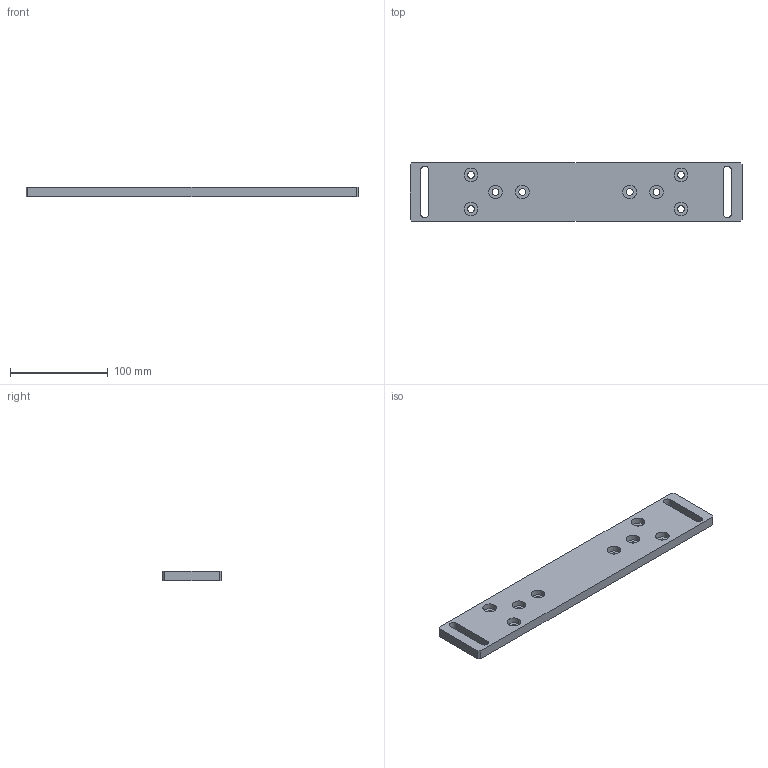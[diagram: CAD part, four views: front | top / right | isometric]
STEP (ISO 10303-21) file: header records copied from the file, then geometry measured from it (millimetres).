
FILE_DESCRIPTION(/* description */ ('Unknown'),/* implementation_level */ '2;1');
FILE_NAME(/* name */ '126.00108_05 Fussplatte SL 340x60',/* time_stamp */ '2019-03-28T10:20:17+01:00',/* author */ ('Unknown'),/* organization */ ('Unknown'),/* preprocessor_version */ 'ST-DEVELOPER v16.7',/* originating_system */ 'DEX',/* authorisation */ $);
FILE_SCHEMA (('AUTOMOTIVE_DESIGN {1 0 10303 214 3 1 1}'));
Length unit declared in the file: millimetre
Products named in the file (1): 126.00108
Bounding box: 340 x 60 x 10 mm (x, y, z)
Volume: 186978.9 mm3; surface area: 51581.1 mm2
Topology: 1 solids, 1 shells, 42 faces, 104 edges, 72 vertices
Faces by surface type: plane 22, cylinder 20
Full cylindrical faces by diameter (mm): 7 x8, 14 x8
Entity records: 1190 total; most frequent: DIRECTION 206, CARTESIAN_POINT 187, ORIENTED_EDGE 160, EDGE_LOOP 86, FACE_BOUND 86, AXIS2_PLACEMENT_3D 83, EDGE_CURVE 80, VERTEX_POINT 64
